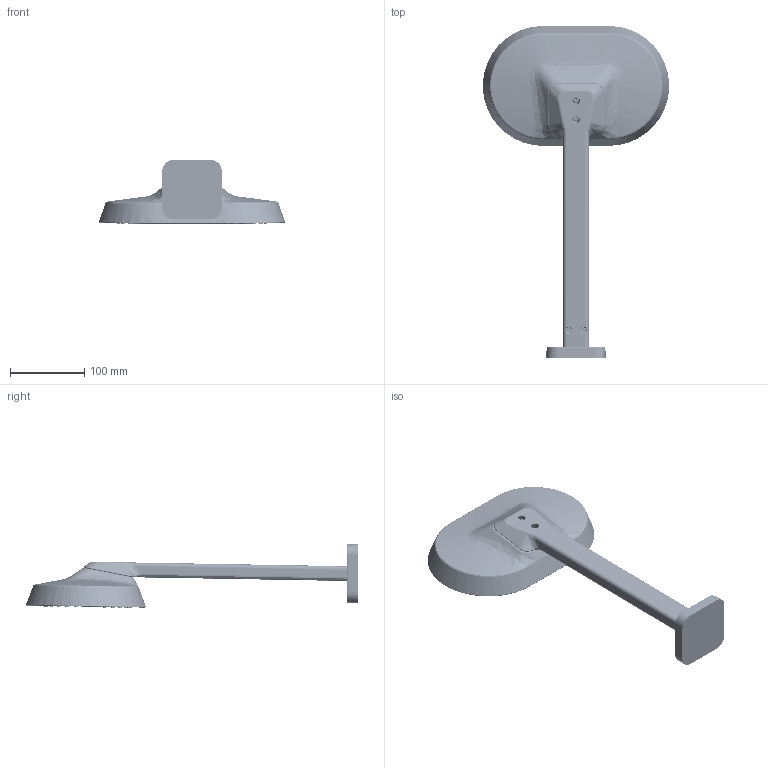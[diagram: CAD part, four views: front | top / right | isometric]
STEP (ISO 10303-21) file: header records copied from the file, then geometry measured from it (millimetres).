
FILE_DESCRIPTION(('3DEXPERIENCE STEP','CAx-IF Rec.Pracs.--- Model Styling and Organization---1.5--- 2016-08-15','CAx-IF Rec.Pracs.---Supplemental Geometry---1.0---2011-11-01','CAx-IF Rec.Pracs.--- Composite Materials ---3.4---2017-06-13','CAx-IF Rec.Pracs.---Tessellated 3D Geometry---1.0---2015-12-17'),'2;1');
FILE_NAME('prd-HG-00689779.stp','2024-04-12T05:48:52+00:00',('none'),('none'),'3DEXPERIENCE Platform3DEXPERIENCE R2023x HotFix 5','3DEXPERIENCE Platform STEP AP242 v2','none');
FILE_SCHEMA(('AP242_MANAGED_MODEL_BASED_3D_ENGINEERING_MIM_LF {1 0 10303 442 1 1 4}'));
Products named in the file (10): P-2_AX_CitterioNe_KB_250_1j_m_Br_arm; P-2_Shower_arm_1jet_AX_Citterio_Next; P-2_Brausearm_1jet_Wand_AX_Citterio_Next; P-2_Rosette_Decke_Wand_AX_Citterio_Next; DIN EN ISO 10642 M4x16 A2 hexagon socket countersunk head screws with reduced loadabilitiy; P-2_KB_AX_Citterio_250x160_1jet; P-2_Mantel_KB_AX_Citterio_250x160; P-2_Strahlmatte_KB_AX_Citterio_250x160_1jet; FUE_Blende_KB_AX_Citterio_250x160; ISO_4762_M5x20_A2_Hexagon_socket
Assembly tree (11 placements, depth 3):
  P-2_AX_CitterioNe_KB_250_1j_m_Br_arm
    P-2_Shower_arm_1jet_AX_Citterio_Next
      P-2_Brausearm_1jet_Wand_AX_Citterio_Next
      P-2_Rosette_Decke_Wand_AX_Citterio_Next
      DIN EN ISO 10642 M4x16 A2 hexagon socket countersunk head screws with reduced loadabilitiy  x2
    P-2_KB_AX_Citterio_250x160_1jet
      P-2_Mantel_KB_AX_Citterio_250x160
      P-2_Strahlmatte_KB_AX_Citterio_250x160_1jet
      FUE_Blende_KB_AX_Citterio_250x160
    ISO_4762_M5x20_A2_Hexagon_socket  x2
Bounding box: 250.79 x 447.46 x 86.49 mm (x, y, z)
Volume: 1407733.2 mm3; surface area: 280389.4 mm2
Topology: 9 solids, 9 shells, 4560 faces, 11157 edges, 7075 vertices
Faces by surface type: cylinder 1762, torus 1024, cone 700, plane 585, bspline 489
Entity records: 201460 total; most frequent: CARTESIAN_POINT 105254, ORIENTED_EDGE 22050, DIRECTION 14695, EDGE_CURVE 11025, AXIS2_PLACEMENT_3D 9153, VERTEX_POINT 6999, CIRCLE 6137, EDGE_LOOP 5304
